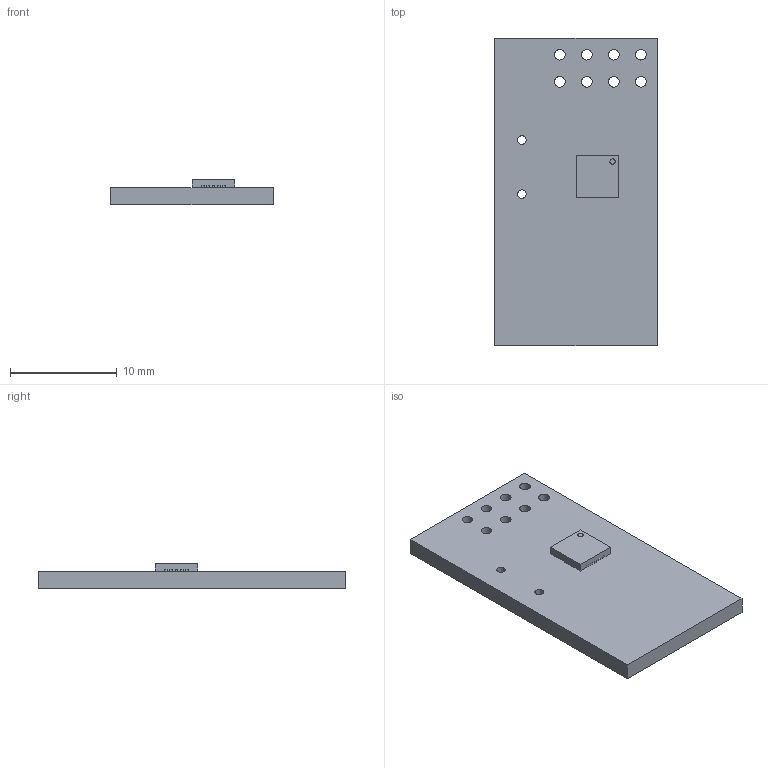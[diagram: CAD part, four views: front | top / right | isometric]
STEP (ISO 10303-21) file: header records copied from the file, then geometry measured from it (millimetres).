
FILE_DESCRIPTION(('FreeCAD Model'),'2;1');
FILE_NAME('nrf24l01.step','2018-05-02T11:28:33',('kicad StepUp'),( 'ksu MCAD'),'Open CASCADE STEP processor 7.1','FreeCAD','Unknown');
FILE_SCHEMA(('AUTOMOTIVE_DESIGN { 1 0 10303 214 1 1 1 1 }'));
Length unit declared in the file: millimetre
Products named in the file (7): nrf24l01; Board_Geoms; Pcb; PCB_Sketch; Step_Models; Top; QFN-20-1EP_4x4mm_Pitch0.5mm_
Assembly tree (6 placements, depth 4):
  nrf24l01
    Board_Geoms
      Pcb
      PCB_Sketch
    Step_Models
      Top
        QFN-20-1EP_4x4mm_Pitch0.5mm_
Bounding box: 15.24 x 28.8 x 2.37 mm (x, y, z)
Volume: 702.7 mm3; surface area: 1097 mm2
Topology: 2 solids, 2 shells, 150 faces, 436 edges, 296 vertices
Faces by surface type: plane 119, cylinder 31
Full cylindrical faces by diameter (mm): 0.5 x1, 0.8 x2, 1.001 x8
Entity records: 6027 total; most frequent: CARTESIAN_POINT 889, ORIENTED_EDGE 864, DIRECTION 812, EDGE_CURVE 432, LINE 374, VECTOR 374, VERTEX_POINT 288, AXIS2_PLACEMENT_3D 219
